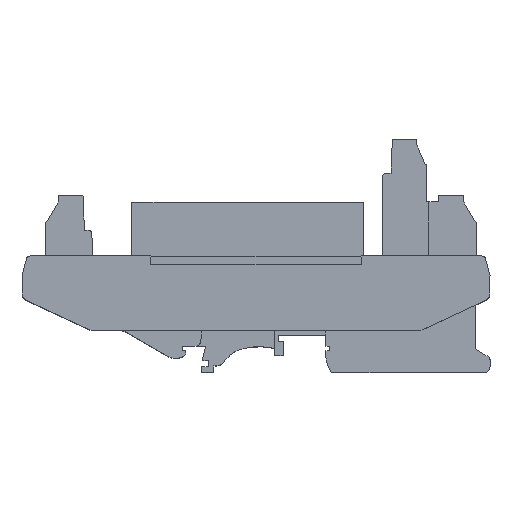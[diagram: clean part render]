
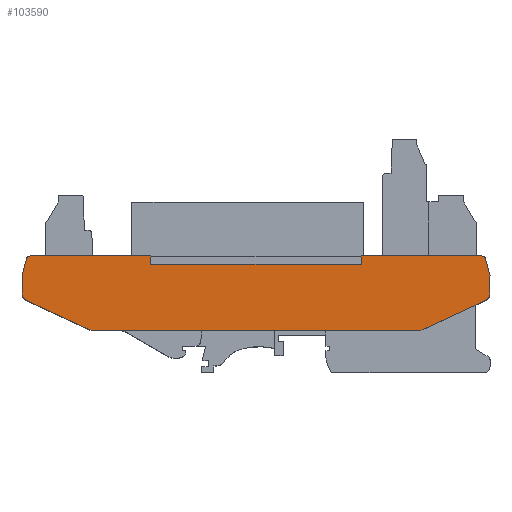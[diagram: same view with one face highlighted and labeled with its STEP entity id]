
A CAD part, top view. The second image highlights one B-rep face of the part: STEP entity #103590.
In plain terms, the highlighted face is planar.
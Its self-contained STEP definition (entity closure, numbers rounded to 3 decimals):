
#90370=CARTESIAN_POINT('',(-0.5,0.25,4.15));
#90380=DIRECTION('',(-1.,0.,0.));
#90390=DIRECTION('',(0.,-1.,0.));
#90400=AXIS2_PLACEMENT_3D('',#90370,#90380,#90390);
#90410=CIRCLE('',#90400,1.);
#90420=CARTESIAN_POINT('',(-0.5,-0.716,4.409));
#90430=VERTEX_POINT('',#90420);
#90440=CARTESIAN_POINT('',(-0.5,0.25,5.15));
#90450=VERTEX_POINT('',#90440);
#90460=EDGE_CURVE('',#90430,#90450,#90410,.T.);
#93040=CARTESIAN_POINT('',(-0.5,108.095,-5.394));
#93050=VERTEX_POINT('',#93040);
#93080=CARTESIAN_POINT('',(-0.5,-1.738,-56.61));
#93090=DIRECTION('',(0.,0.906,0.423));
#93100=VECTOR('',#93090,1.);
#93110=LINE('',#93080,#93100);
#93120=CARTESIAN_POINT('',(-0.5,93.152,-12.363));
#93130=VERTEX_POINT('',#93120);
#93140=EDGE_CURVE('',#93130,#93050,#93110,.T.);
#99710=CARTESIAN_POINT('',(-0.5,108.216,4.409));
#99720=VERTEX_POINT('',#99710);
#99750=CARTESIAN_POINT('',(-0.5,112.76,-12.55));
#99760=DIRECTION('',(0.,-0.259,0.966));
#99770=VECTOR('',#99760,1.);
#99780=LINE('',#99750,#99770);
#99790=CARTESIAN_POINT('',(-0.5,109.25,0.55));
#99800=VERTEX_POINT('',#99790);
#99810=EDGE_CURVE('',#99800,#99720,#99780,.T.);
#101620=CARTESIAN_POINT('',(-0.5,-5.26,-12.55));
#101630=DIRECTION('',(0.,-0.259,-0.966));
#101640=VECTOR('',#101630,1.);
#101650=LINE('',#101620,#101640);
#101660=CARTESIAN_POINT('',(-0.5,-1.75,0.55));
#101670=VERTEX_POINT('',#101660);
#101680=EDGE_CURVE('',#90430,#101670,#101650,.T.);
#101980=CARTESIAN_POINT('',(-0.5,-1.75,-3.582));
#101990=VERTEX_POINT('',#101980);
#102020=CARTESIAN_POINT('',(-0.5,-1.75,-12.55));
#102030=DIRECTION('',(0.,0.,1.));
#102040=VECTOR('',#102030,1.);
#102050=LINE('',#102020,#102040);
#102060=EDGE_CURVE('',#101990,#101670,#102050,.T.);
#102480=CARTESIAN_POINT('',(-0.5,63.862,65.15));
#102490=DIRECTION('',(1.,0.,0.));
#102500=DIRECTION('',(0.,1.,0.));
#102510=AXIS2_PLACEMENT_3D('',#102480,#102490,#102500);
#102520=PLANE('',#102510);
#102530=CARTESIAN_POINT('',(-0.5,15.193,-10.55));
#102540=DIRECTION('',(-1.,0.,0.));
#102550=DIRECTION('',(0.,-1.,0.));
#102560=AXIS2_PLACEMENT_3D('',#102530,#102540,#102550);
#102570=CIRCLE('',#102560,2.);
#102580=CARTESIAN_POINT('',(-0.5,15.193,-12.55));
#102590=VERTEX_POINT('',#102580);
#102600=CARTESIAN_POINT('',(-0.5,14.348,-12.363));
#102610=VERTEX_POINT('',#102600);
#102620=EDGE_CURVE('',#102590,#102610,#102570,.T.);
#102630=ORIENTED_EDGE('',*,*,#102620,.T.);
#102640=CARTESIAN_POINT('',(-0.5,109.237,-12.55));
#102650=DIRECTION('',(0.,1.,0.));
#102660=VECTOR('',#102650,1.);
#102670=LINE('',#102640,#102660);
#102680=CARTESIAN_POINT('',(-0.5,92.307,-12.55));
#102690=VERTEX_POINT('',#102680);
#102700=EDGE_CURVE('',#102590,#102690,#102670,.T.);
#102710=ORIENTED_EDGE('',*,*,#102700,.F.);
#102720=CARTESIAN_POINT('',(-0.5,92.307,-10.55));
#102730=DIRECTION('',(1.,0.,0.));
#102740=DIRECTION('',(0.,1.,0.));
#102750=AXIS2_PLACEMENT_3D('',#102720,#102730,#102740);
#102760=CIRCLE('',#102750,2.);
#102770=EDGE_CURVE('',#102690,#93130,#102760,.T.);
#102780=ORIENTED_EDGE('',*,*,#102770,.F.);
#102790=ORIENTED_EDGE('',*,*,#93140,.F.);
#102800=CARTESIAN_POINT('',(-0.5,107.25,-3.582));
#102810=DIRECTION('',(1.,0.,0.));
#102820=DIRECTION('',(0.,1.,0.));
#102830=AXIS2_PLACEMENT_3D('',#102800,#102810,#102820);
#102840=CIRCLE('',#102830,2.);
#102850=CARTESIAN_POINT('',(-0.5,109.25,-3.582));
#102860=VERTEX_POINT('',#102850);
#102870=EDGE_CURVE('',#93050,#102860,#102840,.T.);
#102880=ORIENTED_EDGE('',*,*,#102870,.F.);
#102890=CARTESIAN_POINT('',(-0.5,109.25,-12.55));
#102900=DIRECTION('',(0.,0.,1.));
#102910=VECTOR('',#102900,1.);
#102920=LINE('',#102890,#102910);
#102930=EDGE_CURVE('',#102860,#99800,#102920,.T.);
#102940=ORIENTED_EDGE('',*,*,#102930,.F.);
#102950=ORIENTED_EDGE('',*,*,#99810,.F.);
#102960=CARTESIAN_POINT('',(-0.5,107.25,4.15));
#102970=DIRECTION('',(1.,0.,0.));
#102980=DIRECTION('',(0.,1.,0.));
#102990=AXIS2_PLACEMENT_3D('',#102960,#102970,#102980);
#103000=CIRCLE('',#102990,1.);
#103010=CARTESIAN_POINT('',(-0.5,107.25,5.15));
#103020=VERTEX_POINT('',#103010);
#103030=EDGE_CURVE('',#99720,#103020,#103000,.T.);
#103040=ORIENTED_EDGE('',*,*,#103030,.F.);
#103050=CARTESIAN_POINT('',(-0.5,-1.738,5.15));
#103060=DIRECTION('',(0.,1.,0.));
#103070=VECTOR('',#103060,1.);
#103080=LINE('',#103050,#103070);
#103090=CARTESIAN_POINT('',(-0.5,78.75,5.15));
#103100=VERTEX_POINT('',#103090);
#103110=EDGE_CURVE('',#103100,#103020,#103080,.T.);
#103120=ORIENTED_EDGE('',*,*,#103110,.T.);
#103130=CARTESIAN_POINT('',(-0.5,78.75,-12.55));
#103140=DIRECTION('',(0.,0.,1.));
#103150=VECTOR('',#103140,1.);
#103160=LINE('',#103130,#103150);
#103170=CARTESIAN_POINT('',(-0.5,78.75,3.15));
#103180=VERTEX_POINT('',#103170);
#103190=EDGE_CURVE('',#103180,#103100,#103160,.T.);
#103200=ORIENTED_EDGE('',*,*,#103190,.T.);
#103210=CARTESIAN_POINT('',(-0.5,-1.738,3.15));
#103220=DIRECTION('',(0.,1.,0.));
#103230=VECTOR('',#103220,1.);
#103240=LINE('',#103210,#103230);
#103250=CARTESIAN_POINT('',(-0.5,28.75,3.15));
#103260=VERTEX_POINT('',#103250);
#103270=EDGE_CURVE('',#103260,#103180,#103240,.T.);
#103280=ORIENTED_EDGE('',*,*,#103270,.T.);
#103290=CARTESIAN_POINT('',(-0.5,28.75,-12.55));
#103300=DIRECTION('',(0.,0.,-1.));
#103310=VECTOR('',#103300,1.);
#103320=LINE('',#103290,#103310);
#103330=CARTESIAN_POINT('',(-0.5,28.75,5.15));
#103340=VERTEX_POINT('',#103330);
#103350=EDGE_CURVE('',#103340,#103260,#103320,.T.);
#103360=ORIENTED_EDGE('',*,*,#103350,.T.);
#103370=EDGE_CURVE('',#90450,#103340,#103080,.T.);
#103380=ORIENTED_EDGE('',*,*,#103370,.T.);
#103390=ORIENTED_EDGE('',*,*,#90460,.T.);
#103400=ORIENTED_EDGE('',*,*,#101680,.F.);
#103410=ORIENTED_EDGE('',*,*,#102060,.T.);
#103420=CARTESIAN_POINT('',(-0.5,0.25,-3.582));
#103430=DIRECTION('',(-1.,0.,0.));
#103440=DIRECTION('',(0.,-1.,0.));
#103450=AXIS2_PLACEMENT_3D('',#103420,#103430,#103440);
#103460=CIRCLE('',#103450,2.);
#103470=CARTESIAN_POINT('',(-0.5,-0.595,-5.394));
#103480=VERTEX_POINT('',#103470);
#103490=EDGE_CURVE('',#103480,#101990,#103460,.T.);
#103500=ORIENTED_EDGE('',*,*,#103490,.T.);
#103510=CARTESIAN_POINT('',(-0.5,-1.738,-4.862));
#103520=DIRECTION('',(0.,-0.906,0.423));
#103530=VECTOR('',#103520,1.);
#103540=LINE('',#103510,#103530);
#103550=EDGE_CURVE('',#102610,#103480,#103540,.T.);
#103560=ORIENTED_EDGE('',*,*,#103550,.T.);
#103570=EDGE_LOOP('',(#103560,#103500,#103410,#103400,#103390,#103380,
#103360,#103280,#103200,#103120,#103040,#102950,#102940,#102880,#102790,
#102780,#102710,#102630));
#103580=FACE_OUTER_BOUND('',#103570,.T.);
#103590=ADVANCED_FACE('',(#103580),#102520,.F.);
